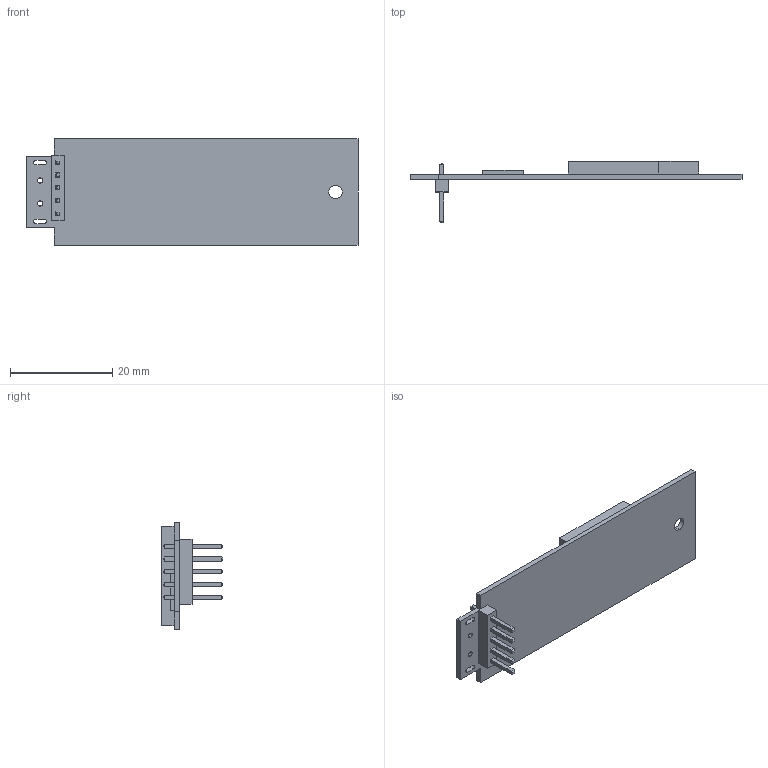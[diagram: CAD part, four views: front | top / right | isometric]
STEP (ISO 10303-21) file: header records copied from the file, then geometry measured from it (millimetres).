
FILE_DESCRIPTION (( 'STEP AP214' ), '1' );
FILE_NAME ('2004-D.STEP', '2015-12-14T12:44:37', ( '' ), ( '' ), 'SwSTEP 2.0', 'SolidWorks 2015', '' );
FILE_SCHEMA (( 'AUTOMOTIVE_DESIGN' ));
Length unit declared in the file: millimetre
Products named in the file (3): 5 pin connector; 2004-B; 2004-D
Assembly tree (2 placements, depth 2):
  2004-D
    2004-B
    5 pin connector
Bounding box: 65 x 12 x 20.9 mm (x, y, z)
Volume: 2509.2 mm3; surface area: 4319.8 mm2
Topology: 4 solids, 4 shells, 146 faces, 344 edges, 216 vertices
Faces by surface type: plane 126, cylinder 20
Entity records: 5312 total; most frequent: CARTESIAN_POINT 711, ORIENTED_EDGE 688, DIRECTION 686, EDGE_CURVE 344, LINE 304, VECTOR 304, VERTEX_POINT 216, AXIS2_PLACEMENT_3D 191
